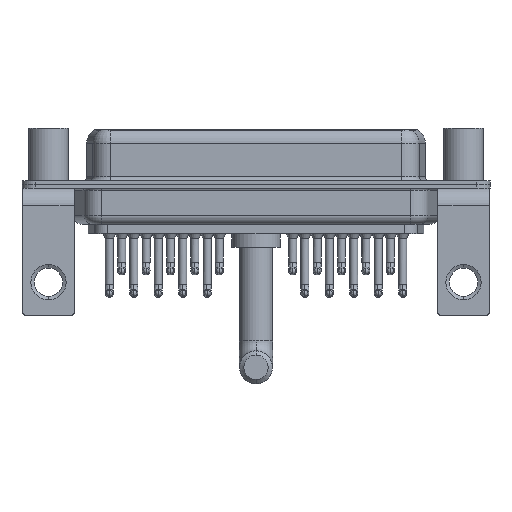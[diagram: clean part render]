
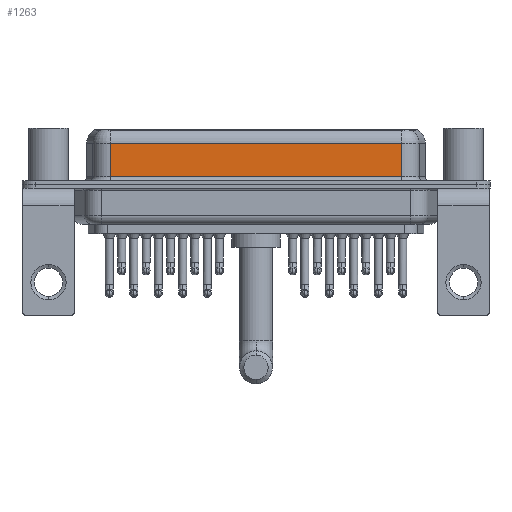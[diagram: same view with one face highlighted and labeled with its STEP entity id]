
A CAD part, front view. The second image highlights one B-rep face of the part: STEP entity #1263.
In plain terms, the highlighted planar face has unit normal (0, -1, 0).
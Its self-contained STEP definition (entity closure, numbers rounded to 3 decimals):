
#906 = VECTOR ( 'NONE', #6705, 1000. ) ;
#966 = CARTESIAN_POINT ( 'NONE',  ( 40.037, -3.95, 0.9 ) ) ;
#1263 = ADVANCED_FACE ( 'NONE', ( #2758 ), #20434, .F. ) ;
#1339 = DIRECTION ( 'NONE',  ( 1., 0., 0. ) ) ;
#1857 = LINE ( 'NONE', #4008, #23600 ) ;
#2544 = EDGE_CURVE ( 'NONE', #14800, #20291, #18397, .T. ) ;
#2758 = FACE_OUTER_BOUND ( 'NONE', #4291, .T. ) ;
#3457 = ORIENTED_EDGE ( 'NONE', *, *, #14603, .T. ) ;
#3507 = VECTOR ( 'NONE', #10635, 1000. ) ;
#3894 = EDGE_CURVE ( 'NONE', #6424, #20291, #1857, .T. ) ;
#4008 = CARTESIAN_POINT ( 'NONE',  ( 40.037, -3.95, 6.4 ) ) ;
#4291 = EDGE_LOOP ( 'NONE', ( #17588, #3457, #18007, #6336 ) ) ;
#4530 = CARTESIAN_POINT ( 'NONE',  ( 40.037, -3.95, 4.65 ) ) ;
#6336 = ORIENTED_EDGE ( 'NONE', *, *, #2544, .T. ) ;
#6424 = VERTEX_POINT ( 'NONE', #15331 ) ;
#6705 = DIRECTION ( 'NONE',  ( -1., 0., 0. ) ) ;
#8606 = DIRECTION ( 'NONE',  ( 0., 0., 1. ) ) ;
#9354 = CARTESIAN_POINT ( 'NONE',  ( 7.013, -3.95, 0.9 ) ) ;
#10512 = CARTESIAN_POINT ( 'NONE',  ( 7.013, -3.95, 6.4 ) ) ;
#10514 = CARTESIAN_POINT ( 'NONE',  ( 40.037, -3.95, 6.4 ) ) ;
#10570 = EDGE_CURVE ( 'NONE', #18414, #14800, #12527, .T. ) ;
#10635 = DIRECTION ( 'NONE',  ( 0., 0., -1. ) ) ;
#12410 = LINE ( 'NONE', #4530, #906 ) ;
#12527 = LINE ( 'NONE', #10512, #3507 ) ;
#14572 = DIRECTION ( 'NONE',  ( 0., 1., 0. ) ) ;
#14603 = EDGE_CURVE ( 'NONE', #6424, #18414, #12410, .T. ) ;
#14800 = VERTEX_POINT ( 'NONE', #9354 ) ;
#15331 = CARTESIAN_POINT ( 'NONE',  ( 40.037, -3.95, 4.65 ) ) ;
#17367 = CARTESIAN_POINT ( 'NONE',  ( 7.013, -3.95, 4.65 ) ) ;
#17588 = ORIENTED_EDGE ( 'NONE', *, *, #3894, .F. ) ;
#18007 = ORIENTED_EDGE ( 'NONE', *, *, #10570, .T. ) ;
#18397 = LINE ( 'NONE', #966, #23556 ) ;
#18414 = VERTEX_POINT ( 'NONE', #17367 ) ;
#18659 = CARTESIAN_POINT ( 'NONE',  ( 40.037, -3.95, 0.9 ) ) ;
#19403 = DIRECTION ( 'NONE',  ( 0., 0., -1. ) ) ;
#20291 = VERTEX_POINT ( 'NONE', #18659 ) ;
#20434 = PLANE ( 'NONE',  #20564 ) ;
#20564 = AXIS2_PLACEMENT_3D ( 'NONE', #10514, #14572, #8606 ) ;
#23556 = VECTOR ( 'NONE', #1339, 1000. ) ;
#23600 = VECTOR ( 'NONE', #19403, 1000. ) ;
